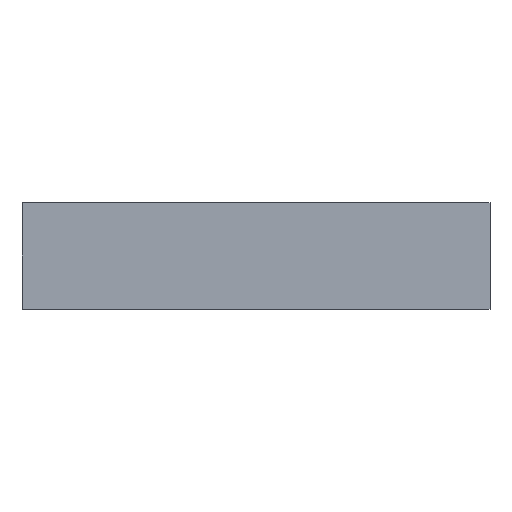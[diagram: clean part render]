
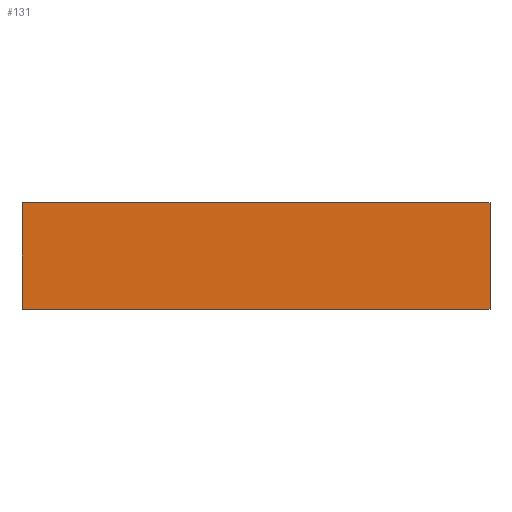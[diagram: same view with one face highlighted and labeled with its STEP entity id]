
A CAD part, front view. The second image highlights one B-rep face of the part: STEP entity #131.
In plain terms, the highlighted planar face has unit normal (0, -1, 0).
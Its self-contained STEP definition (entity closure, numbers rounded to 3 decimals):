
#131=ADVANCED_FACE('',(#281),#213,.T.);
#213=PLANE('',#1743);
#281=FACE_OUTER_BOUND('',#360,.T.);
#360=EDGE_LOOP('',(#585,#586,#587,#588));
#585=ORIENTED_EDGE('',*,*,#1204,.T.);
#586=ORIENTED_EDGE('',*,*,#1205,.F.);
#587=ORIENTED_EDGE('',*,*,#1206,.F.);
#588=ORIENTED_EDGE('',*,*,#1098,.F.);
#941=VERTEX_POINT('',#2292);
#942=VERTEX_POINT('',#2294);
#1047=VERTEX_POINT('',#2510);
#1048=VERTEX_POINT('',#2512);
#1098=EDGE_CURVE('',#941,#942,#1328,.T.);
#1204=EDGE_CURVE('',#941,#1047,#1420,.T.);
#1205=EDGE_CURVE('',#1048,#1047,#1421,.T.);
#1206=EDGE_CURVE('',#942,#1048,#1422,.T.);
#1328=LINE('',#2293,#1530);
#1420=LINE('',#2509,#1622);
#1421=LINE('',#2511,#1623);
#1422=LINE('',#2513,#1624);
#1530=VECTOR('',#1855,1.);
#1622=VECTOR('',#1985,1.);
#1623=VECTOR('',#1986,1.);
#1624=VECTOR('',#1987,1.);
#1743=AXIS2_PLACEMENT_3D('',#2514,#1988,#1989);
#1855=DIRECTION('',(1.,0.,0.));
#1985=DIRECTION('',(0.,0.,-1.));
#1986=DIRECTION('',(-1.,0.,0.));
#1987=DIRECTION('',(0.,0.,-1.));
#1988=DIRECTION('',(0.,-1.,0.));
#1989=DIRECTION('',(0.,0.,-1.));
#2292=CARTESIAN_POINT('',(-11.,-23.,0.));
#2293=CARTESIAN_POINT('',(-11.,-23.,0.));
#2294=CARTESIAN_POINT('',(11.,-23.,0.));
#2509=CARTESIAN_POINT('',(-11.,-23.,-4.4));
#2510=CARTESIAN_POINT('',(-11.,-23.,-5.));
#2511=CARTESIAN_POINT('',(11.,-23.,-5.));
#2512=CARTESIAN_POINT('',(11.,-23.,-5.));
#2513=CARTESIAN_POINT('',(11.,-23.,-4.4));
#2514=CARTESIAN_POINT('',(11.,-23.,-4.4));
